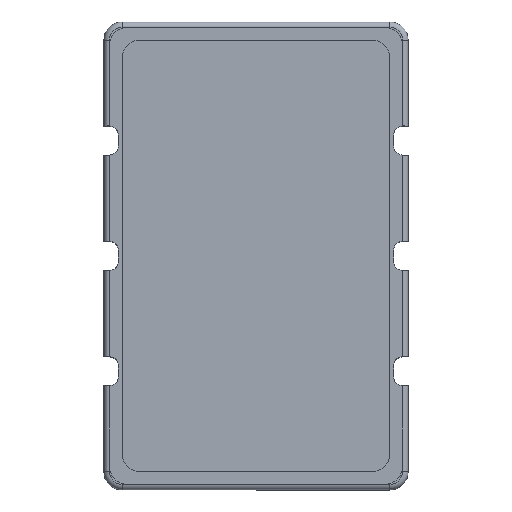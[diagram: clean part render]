
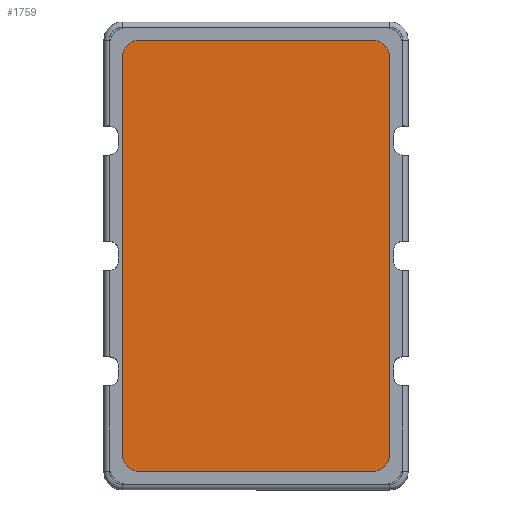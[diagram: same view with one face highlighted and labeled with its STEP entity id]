
A CAD part, top view. The second image highlights one B-rep face of the part: STEP entity #1759.
In plain terms, the highlighted planar face has unit normal (0, 0, 1).
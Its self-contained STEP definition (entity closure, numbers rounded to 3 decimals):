
#1477=CARTESIAN_POINT('',(1.275,2.375,1.4));
#1478=VERTEX_POINT('',#1477);
#1479=CARTESIAN_POINT('',(1.475,2.175,1.4));
#1480=VERTEX_POINT('',#1479);
#1481=CARTESIAN_POINT('',(1.275,2.175,1.4));
#1482=DIRECTION('',(0.0,0.0,-1.0));
#1483=DIRECTION('',(0.707,0.707,0.0));
#1484=AXIS2_PLACEMENT_3D('',#1481,#1482,#1483);
#1485=CIRCLE('',#1484,0.2);
#1486=EDGE_CURVE('',#1478,#1480,#1485,.T.);
#1519=CARTESIAN_POINT('',(1.475,-2.175,1.4));
#1520=VERTEX_POINT('',#1519);
#1521=CARTESIAN_POINT('',(1.475,2.175,1.4));
#1522=DIRECTION('',(0.0,-1.0,0.0));
#1523=VECTOR('',#1522,4.35);
#1524=LINE('',#1521,#1523);
#1525=EDGE_CURVE('',#1480,#1520,#1524,.T.);
#1550=CARTESIAN_POINT('',(1.275,-2.375,1.4));
#1551=VERTEX_POINT('',#1550);
#1552=CARTESIAN_POINT('',(1.275,-2.175,1.4));
#1553=DIRECTION('',(0.0,0.0,-1.0));
#1554=DIRECTION('',(0.707,-0.707,0.0));
#1555=AXIS2_PLACEMENT_3D('',#1552,#1553,#1554);
#1556=CIRCLE('',#1555,0.2);
#1557=EDGE_CURVE('',#1520,#1551,#1556,.T.);
#1583=CARTESIAN_POINT('',(-1.275,-2.375,1.4));
#1584=VERTEX_POINT('',#1583);
#1585=CARTESIAN_POINT('',(1.275,-2.375,1.4));
#1586=DIRECTION('',(-1.0,0.0,0.0));
#1587=VECTOR('',#1586,2.55);
#1588=LINE('',#1585,#1587);
#1589=EDGE_CURVE('',#1551,#1584,#1588,.T.);
#1614=CARTESIAN_POINT('',(-1.475,-2.175,1.4));
#1615=VERTEX_POINT('',#1614);
#1616=CARTESIAN_POINT('',(-1.275,-2.175,1.4));
#1617=DIRECTION('',(0.0,0.0,-1.0));
#1618=DIRECTION('',(-0.707,-0.707,0.0));
#1619=AXIS2_PLACEMENT_3D('',#1616,#1617,#1618);
#1620=CIRCLE('',#1619,0.2);
#1621=EDGE_CURVE('',#1584,#1615,#1620,.T.);
#1647=CARTESIAN_POINT('',(-1.475,2.175,1.4));
#1648=VERTEX_POINT('',#1647);
#1649=CARTESIAN_POINT('',(-1.475,-2.175,1.4));
#1650=DIRECTION('',(0.0,1.0,0.0));
#1651=VECTOR('',#1650,4.35);
#1652=LINE('',#1649,#1651);
#1653=EDGE_CURVE('',#1615,#1648,#1652,.T.);
#1678=CARTESIAN_POINT('',(-1.275,2.375,1.4));
#1679=VERTEX_POINT('',#1678);
#1680=CARTESIAN_POINT('',(-1.275,2.175,1.4));
#1681=DIRECTION('',(0.0,0.0,-1.0));
#1682=DIRECTION('',(-0.707,0.707,0.0));
#1683=AXIS2_PLACEMENT_3D('',#1680,#1681,#1682);
#1684=CIRCLE('',#1683,0.2);
#1685=EDGE_CURVE('',#1648,#1679,#1684,.T.);
#1711=CARTESIAN_POINT('',(-1.275,2.375,1.4));
#1712=DIRECTION('',(1.0,0.0,0.0));
#1713=VECTOR('',#1712,2.55);
#1714=LINE('',#1711,#1713);
#1715=EDGE_CURVE('',#1679,#1478,#1714,.T.);
#1744=CARTESIAN_POINT('',(0.,0.,1.4));
#1745=DIRECTION('',(0.0,0.0,1.0));
#1746=DIRECTION('',(0.0,-1.0,0.0));
#1747=AXIS2_PLACEMENT_3D('',#1744,#1745,#1746);
#1748=PLANE('',#1747);
#1749=ORIENTED_EDGE('',*,*,#1486,.F.);
#1750=ORIENTED_EDGE('',*,*,#1715,.F.);
#1751=ORIENTED_EDGE('',*,*,#1685,.F.);
#1752=ORIENTED_EDGE('',*,*,#1653,.F.);
#1753=ORIENTED_EDGE('',*,*,#1621,.F.);
#1754=ORIENTED_EDGE('',*,*,#1589,.F.);
#1755=ORIENTED_EDGE('',*,*,#1557,.F.);
#1756=ORIENTED_EDGE('',*,*,#1525,.F.);
#1757=EDGE_LOOP('',(#1749,#1750,#1751,#1752,#1753,#1754,#1755,#1756));
#1758=FACE_OUTER_BOUND('',#1757,.T.);
#1759=ADVANCED_FACE('',(#1758),#1748,.T.);
